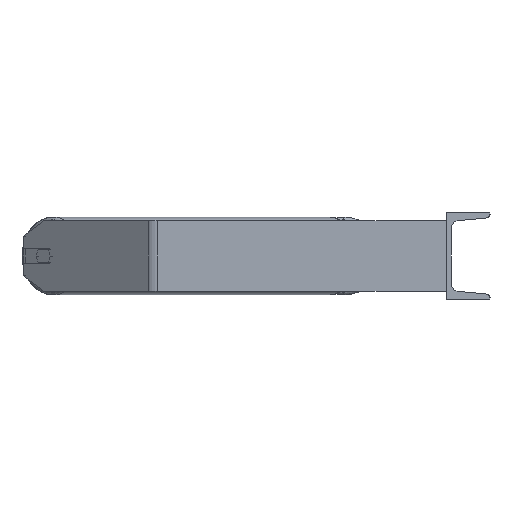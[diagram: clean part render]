
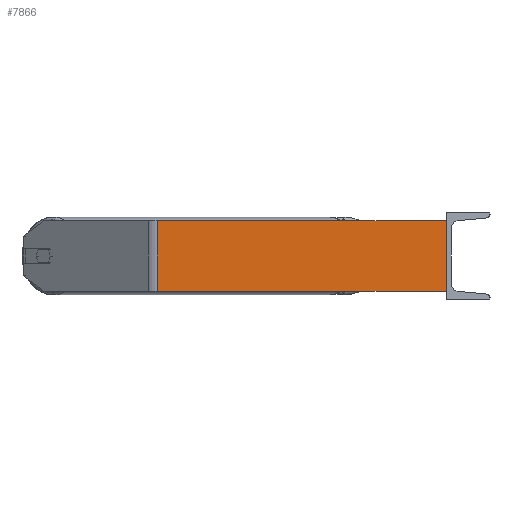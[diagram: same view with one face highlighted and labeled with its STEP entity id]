
A CAD part, left-side view. The second image highlights one B-rep face of the part: STEP entity #7866.
In plain terms, the highlighted planar face has unit normal (-1, 0, 0).
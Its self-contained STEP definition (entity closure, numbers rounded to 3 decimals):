
#82 = CARTESIAN_POINT ( 'NONE',  ( -785., 0., -40. ) ) ;
#204 = VERTEX_POINT ( 'NONE', #82 ) ;
#401 = ORIENTED_EDGE ( 'NONE', *, *, #7164, .T. ) ;
#411 = CARTESIAN_POINT ( 'NONE',  ( -785., 335.902, 40. ) ) ;
#1233 = DIRECTION ( 'NONE',  ( 1., 0., 0. ) ) ;
#1328 = EDGE_LOOP ( 'NONE', ( #7943, #6177, #7988, #401 ) ) ;
#1345 = EDGE_CURVE ( 'NONE', #8809, #204, #3519, .T. ) ;
#1597 = AXIS2_PLACEMENT_3D ( 'NONE', #411, #1233, #5947 ) ;
#1898 = PLANE ( 'NONE',  #1597 ) ;
#2152 = CARTESIAN_POINT ( 'NONE',  ( -785., 0., 40. ) ) ;
#2875 = LINE ( 'NONE', #7123, #4363 ) ;
#2925 = DIRECTION ( 'NONE',  ( 0., -1., 0. ) ) ;
#3055 = VECTOR ( 'NONE', #8163, 1000. ) ;
#3393 = CARTESIAN_POINT ( 'NONE',  ( -785., 335.902, 40. ) ) ;
#3519 = LINE ( 'NONE', #2152, #6121 ) ;
#4363 = VECTOR ( 'NONE', #2925, 1000. ) ;
#4989 = VERTEX_POINT ( 'NONE', #8816 ) ;
#5376 = LINE ( 'NONE', #3393, #3055 ) ;
#5947 = DIRECTION ( 'NONE',  ( 0., 1., 0. ) ) ;
#6121 = VECTOR ( 'NONE', #7176, 1000. ) ;
#6141 = CARTESIAN_POINT ( 'NONE',  ( -785., 0., 40. ) ) ;
#6152 = LINE ( 'NONE', #8236, #6211 ) ;
#6177 = ORIENTED_EDGE ( 'NONE', *, *, #1345, .F. ) ;
#6211 = VECTOR ( 'NONE', #8750, 1000. ) ;
#6619 = CARTESIAN_POINT ( 'NONE',  ( -785., 330.079, -40. ) ) ;
#7123 = CARTESIAN_POINT ( 'NONE',  ( -785., 335.902, -40. ) ) ;
#7164 = EDGE_CURVE ( 'NONE', #4989, #8369, #6152, .T. ) ;
#7176 = DIRECTION ( 'NONE',  ( 0., 0., -1. ) ) ;
#7866 = ADVANCED_FACE ( 'NONE', ( #8130 ), #1898, .F. ) ;
#7943 = ORIENTED_EDGE ( 'NONE', *, *, #8560, .T. ) ;
#7988 = ORIENTED_EDGE ( 'NONE', *, *, #8490, .F. ) ;
#8130 = FACE_OUTER_BOUND ( 'NONE', #1328, .T. ) ;
#8163 = DIRECTION ( 'NONE',  ( 0., -1., 0. ) ) ;
#8236 = CARTESIAN_POINT ( 'NONE',  ( -785., 330.079, 40. ) ) ;
#8369 = VERTEX_POINT ( 'NONE', #6619 ) ;
#8490 = EDGE_CURVE ( 'NONE', #4989, #8809, #5376, .T. ) ;
#8560 = EDGE_CURVE ( 'NONE', #8369, #204, #2875, .T. ) ;
#8750 = DIRECTION ( 'NONE',  ( 0., 0., -1. ) ) ;
#8809 = VERTEX_POINT ( 'NONE', #6141 ) ;
#8816 = CARTESIAN_POINT ( 'NONE',  ( -785., 330.079, 40. ) ) ;
